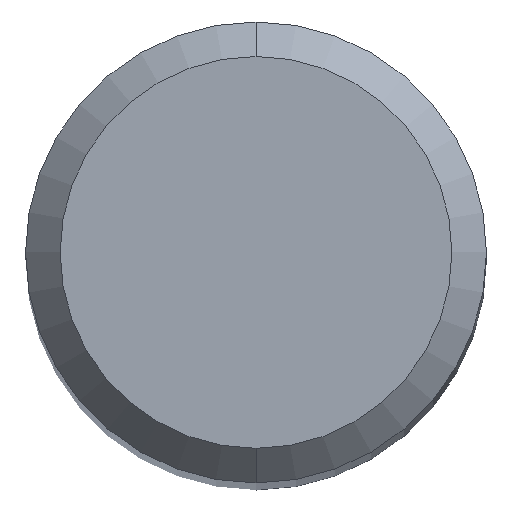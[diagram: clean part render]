
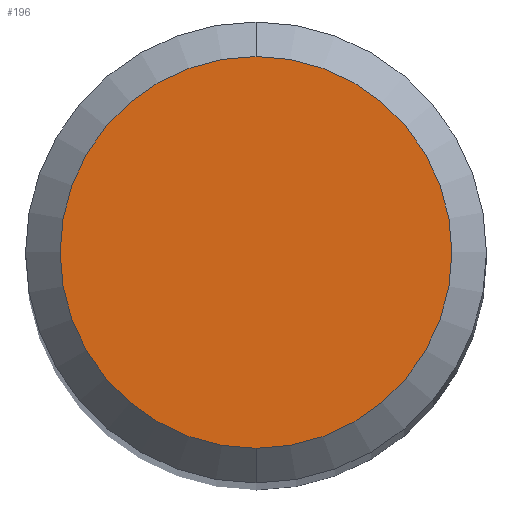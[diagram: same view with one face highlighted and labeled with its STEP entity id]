
A CAD part, top view. The second image highlights one B-rep face of the part: STEP entity #196.
In plain terms, the highlighted planar face has unit normal (0, 0, 1).
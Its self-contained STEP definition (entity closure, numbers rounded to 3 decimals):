
#106=VERTEX_POINT('',#249);
#108=EDGE_CURVE('',#106,#188,#251,.T.);
#116=EDGE_CURVE('',#188,#106,#262,.T.);
#188=VERTEX_POINT('',#343);
#196=ADVANCED_FACE('',(#351),#352,.T.);
#249=CARTESIAN_POINT('',(0.0,1.7,0.0));
#251=CIRCLE('',#407,1.7);
#262=CIRCLE('',#421,1.7);
#343=CARTESIAN_POINT('',(0.,-1.7,0.0));
#351=FACE_OUTER_BOUND('',#529,.T.);
#352=PLANE('',#530);
#407=AXIS2_PLACEMENT_3D('',#580,#581,#582);
#421=AXIS2_PLACEMENT_3D('',#600,#601,#602);
#529=EDGE_LOOP('',(#705,#706));
#530=AXIS2_PLACEMENT_3D('',#707,#708,#709);
#580=CARTESIAN_POINT('',(0.0,0.0,0.0));
#581=DIRECTION('',(0.0,0.0,-1.0));
#582=DIRECTION('',(0.0,1.0,0.0));
#600=CARTESIAN_POINT('',(0.0,0.0,0.0));
#601=DIRECTION('',(0.0,0.0,-1.0));
#602=DIRECTION('',(0.0,1.0,0.0));
#705=ORIENTED_EDGE('',*,*,#108,.F.);
#706=ORIENTED_EDGE('',*,*,#116,.F.);
#707=CARTESIAN_POINT('',(0.0,0.85,0.0));
#708=DIRECTION('',(-0.0,0.0,1.0));
#709=DIRECTION('',(0.0,-1.0,0.0));
